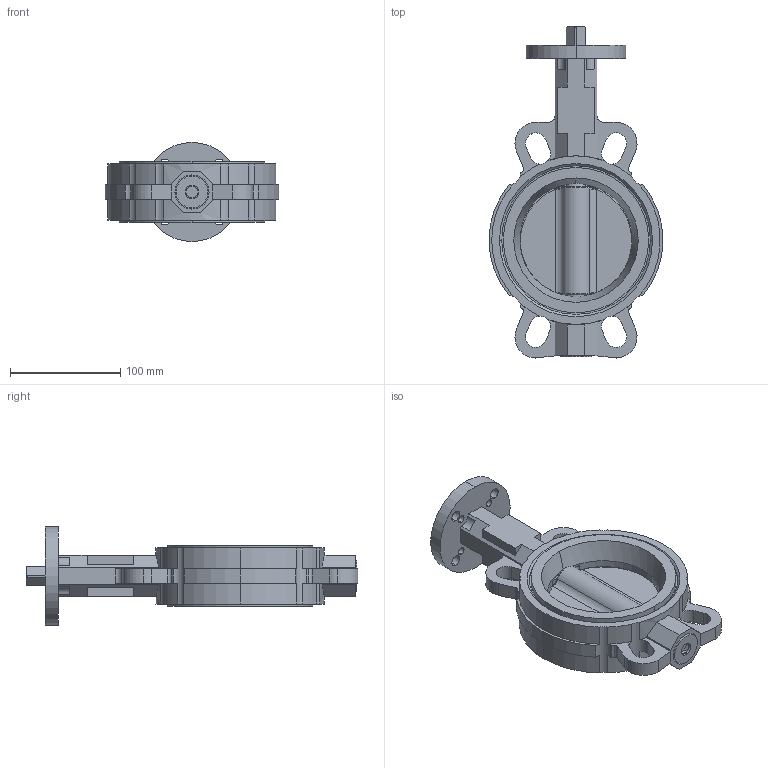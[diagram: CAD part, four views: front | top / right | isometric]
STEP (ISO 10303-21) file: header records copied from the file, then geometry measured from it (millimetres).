
FILE_DESCRIPTION (( 'STEP AP203' ), '1' );
FILE_NAME ('DN100蚾饜极.STEP', '2024-08-22T06:37:09', ( '' ), ( '' ), 'SwSTEP 2.0', 'SolidWorks 2018', '' );
FILE_SCHEMA (( 'CONFIG_CONTROL_DESIGN' ));
Length unit declared in the file: millimetre
Products named in the file (11): DN100概啣; circlips for shaft--type a large gb_GB_CONNECTING_PIECE_RING_RRA 18; DN100躇猾菜え; DN100概粣; DN100蚾饜极; DN100概釱; DN100狟粣杶; YH550-D100-01AZW-03  A型中线无销蝶阀阀体; DN100内六角螺塞; circlips for holes--type a gb_GB_CONNECTING_PIECE_RING_RRH 30; DN100す菜え
Assembly tree (10 placements, depth 2):
  DN100蚾饜极
    YH550-D100-01AZW-03  A型中线无销蝶阀阀体
    DN100概釱
    DN100概粣
    DN100概啣
    DN100躇猾菜え
    DN100狟粣杶
    circlips for shaft--type a large gb_GB_CONNECTING_PIECE_RING_RRA 18
    DN100す菜え
    circlips for holes--type a gb_GB_CONNECTING_PIECE_RING_RRH 30
    DN100内六角螺塞
Bounding box: 158 x 301.5 x 90 mm (x, y, z)
Volume: 854991.4 mm3; surface area: 207416.9 mm2
Topology: 10 solids, 10 shells, 570 faces, 1513 edges, 960 vertices
Faces by surface type: cylinder 242, plane 213, cone 51, bspline 46, torus 18
Entity records: 20601 total; most frequent: CARTESIAN_POINT 5178, DIRECTION 3070, ORIENTED_EDGE 3010, EDGE_CURVE 1505, AXIS2_PLACEMENT_3D 1206, VERTEX_POINT 960, CIRCLE 669, VECTOR 658
